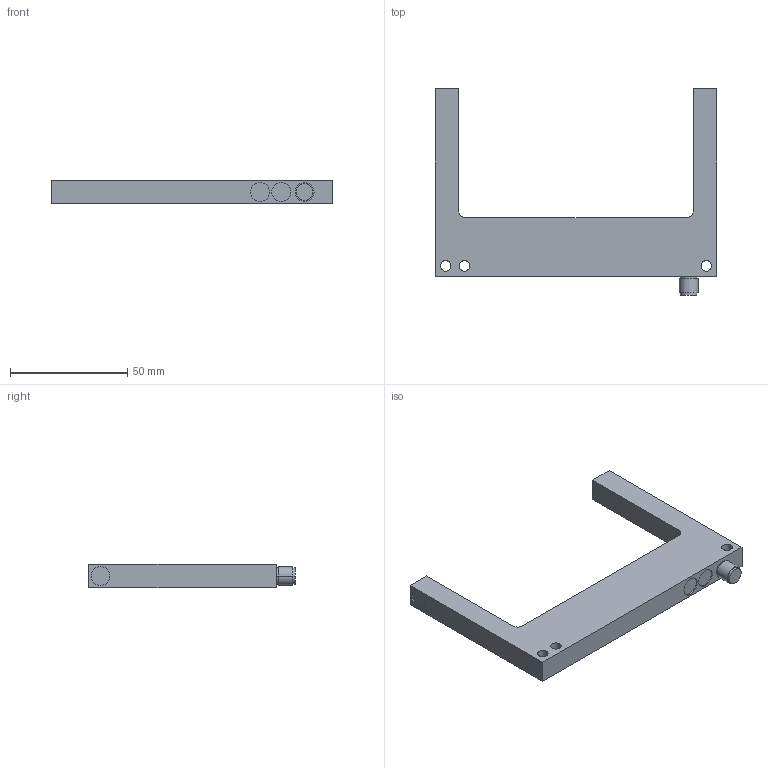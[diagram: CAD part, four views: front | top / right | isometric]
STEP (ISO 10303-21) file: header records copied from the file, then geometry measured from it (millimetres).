
FILE_DESCRIPTION(('STEP AP214'),'1');
FILE_NAME('tmp0.step','2014-11-26T13:47:28',(' '),(' '),'Spatial InterOp 3D',' ',' ');
FILE_SCHEMA(('automotive_design'));
Length unit declared in the file: millimetre
Products named in the file (1): 1
Bounding box: 120 x 88 x 10 mm (x, y, z)
Volume: 40816.5 mm3; surface area: 13949.1 mm2
Topology: 1 solids, 2 shells, 46 faces, 102 edges, 68 vertices
Faces by surface type: cylinder 26, plane 20
Entity records: 1700 total; most frequent: DIRECTION 248, CARTESIAN_POINT 217, ORIENTED_EDGE 204, EDGE_CURVE 102, AXIS2_PLACEMENT_3D 99, VERTEX_POINT 68, EDGE_LOOP 60, CIRCLE 52
